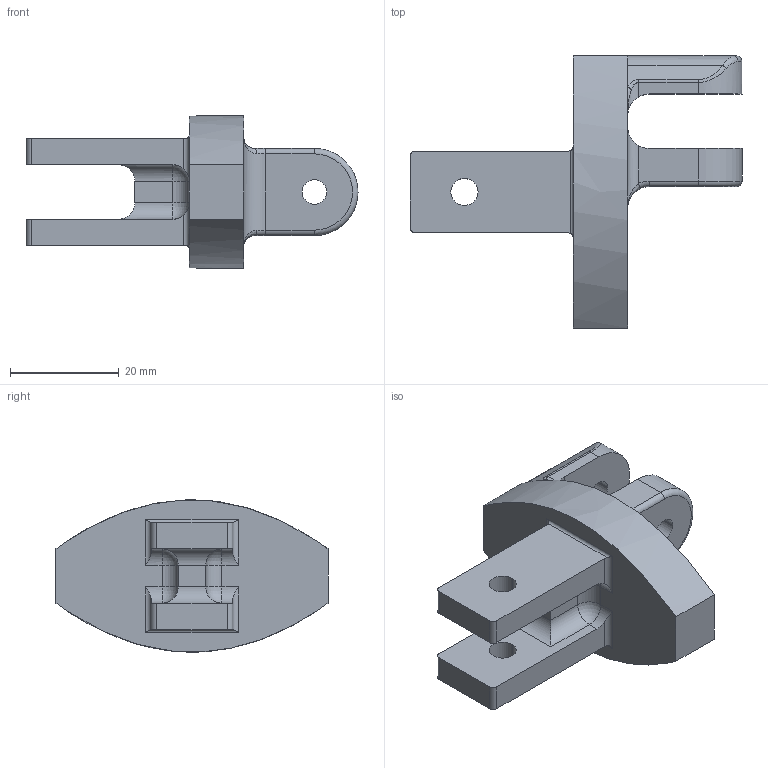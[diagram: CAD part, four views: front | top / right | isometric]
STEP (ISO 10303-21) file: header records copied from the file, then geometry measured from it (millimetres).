
FILE_DESCRIPTION(('CATIA V5 STEP Exchange'),'2;1');
FILE_NAME('chappe_3.stp','2024-04-20T13:01:50+00:00',('none'),('none'),'CATIA Version 5 Release 20 GA (IN-10)','CATIA V5 STEP AP203','none');
FILE_SCHEMA(('CONFIG_CONTROL_DESIGN'));
Length unit declared in the file: millimetre
Products named in the file (1): MANCHON_BANNE_2
Bounding box: 61 x 50 x 28 mm (x, y, z)
Volume: 19916.8 mm3; surface area: 7582 mm2
Topology: 1 solids, 1 shells, 93 faces, 246 edges, 151 vertices
Faces by surface type: cylinder 45, plane 26, bspline 10, torus 4, sphere 4, extrusion 4
Entity records: 3598 total; most frequent: CARTESIAN_POINT 1495, ORIENTED_EDGE 480, DIRECTION 313, EDGE_CURVE 240, VERTEX_POINT 151, AXIS2_PLACEMENT_3D 136, VECTOR 113, LINE 109
